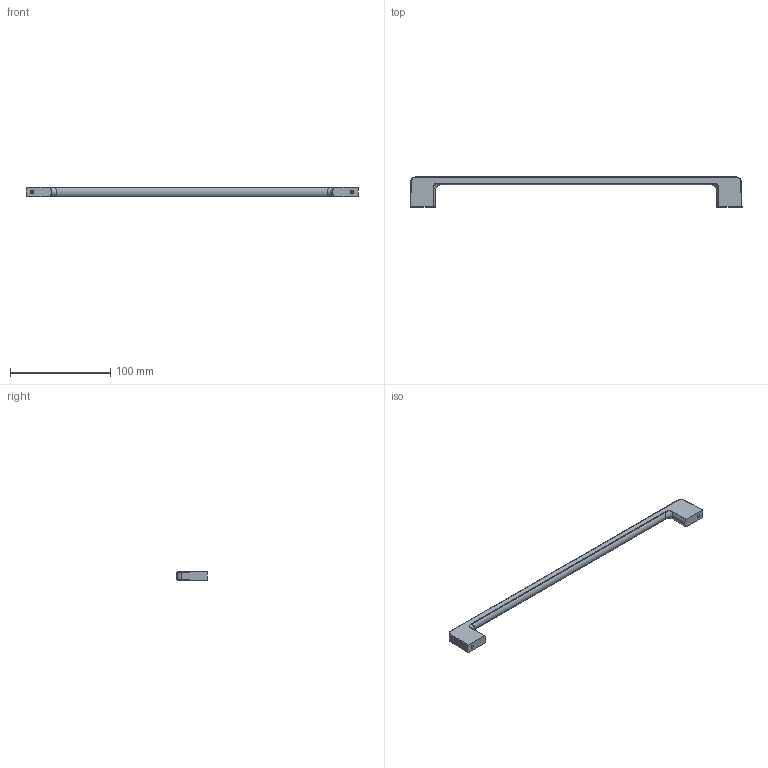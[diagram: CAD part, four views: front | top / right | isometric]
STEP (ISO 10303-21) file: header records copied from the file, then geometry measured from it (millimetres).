
FILE_DESCRIPTION(('Creo Elements/Direct Modeling STEP Export'),'2;1');
FILE_NAME('2027-332.stp','2017-09-06T11:38:19',(''),(''),'Creo Elements/Direct Modeling STEP processor for AP214 (Solid Model)','Creo Elements/Direct Modeling 20.0 12-Nov-2016 (C) Parametric Technology GmbH','');
FILE_SCHEMA(('AUTOMOTIVE_DESIGN { 1 0 10303 214 1 1 1 1 }'));
Length unit declared in the file: millimetre
Products named in the file (2): ZN-8193_
Assembly tree (1 placements, depth 2):
  ZN-8193_
    ZN-8193_
Bounding box: 332 x 30 x 9.3 mm (x, y, z)
Volume: 31627.2 mm3; surface area: 13395.4 mm2
Topology: 1 solids, 1 shells, 48 faces, 112 edges, 66 vertices
Faces by surface type: bspline 22, cylinder 13, plane 9, cone 4
Entity records: 7469 total; most frequent: CARTESIAN_POINT 6582, ORIENTED_EDGE 216, EDGE_CURVE 108, DIRECTION 98, VERTEX_POINT 66, EDGE_LOOP 52, FACE_OUTER_BOUND 48, ADVANCED_FACE 48
